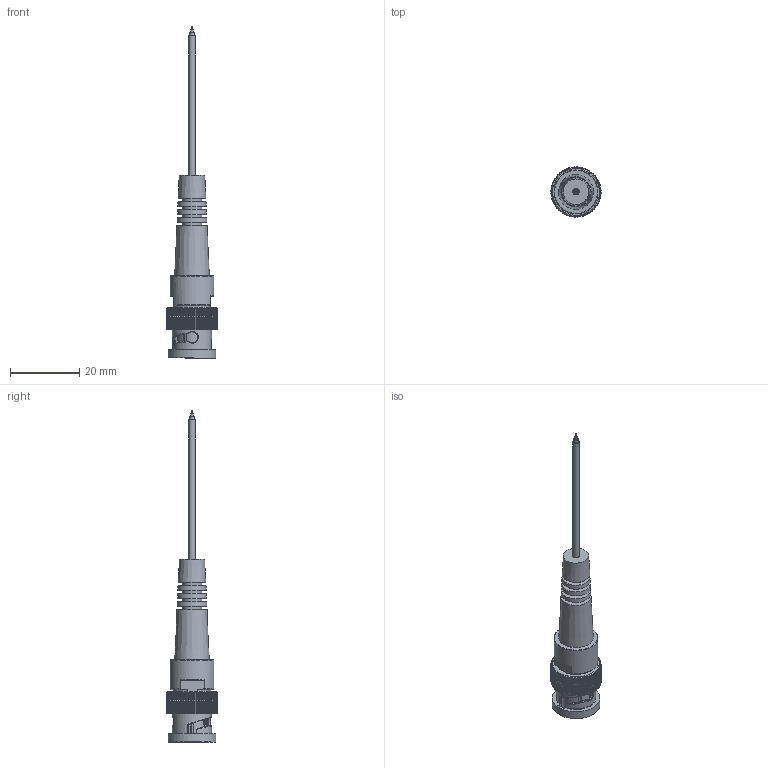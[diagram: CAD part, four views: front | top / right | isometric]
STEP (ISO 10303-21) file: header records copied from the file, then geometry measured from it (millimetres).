
FILE_DESCRIPTION(/* description */ (''),/* implementation_level */ '2;1');
FILE_NAME(/* name */ 'FC.stp',/* time_stamp */ '2019-10-07T11:17:12-04:00',/* author */ ('lcup'),/* organization */ (''),/* preprocessor_version */ 'ST-DEVELOPER v18',/* originating_system */ 'Autodesk Inventor 2020',/* authorisation */ '');
FILE_SCHEMA (('AUTOMOTIVE_DESIGN { 1 0 10303 214 3 1 1 }'));
Length unit declared in the file: inch
Products named in the file (5): FC; CBP11058; CP59-01_ boot for BNC RG178; CBP10542; CBP10542, PIN
Assembly tree (4 placements, depth 2):
  FC
    CBP11058
    CP59-01_ boot for BNC RG178
    CBP10542
    CBP10542, PIN
Bounding box: 14.49 x 14.49 x 95.93 mm (x, y, z)
Volume: 3408.5 mm3; surface area: 4117.4 mm2
Topology: 4 solids, 4 shells, 491 faces, 1345 edges, 867 vertices
Faces by surface type: cylinder 228, plane 191, bspline 36, torus 25, cone 11
Full cylindrical faces by diameter (mm): 0.864 x1, 1.295 x1, 1.7 x1, 1.803 x1, 1.981 x1, 2.032 x1, 2.795 x1, 3.175 x1, 3.81 x1, 4.953 x1, 5.6 x4, 6.195 x1, 7.62 x1, 9.906 x1, 9.944 x1, 11.303 x1, 12.7 x1, 13.843 x1
Entity records: 19392 total; most frequent: CARTESIAN_POINT 6997, ORIENTED_EDGE 2690, DIRECTION 2375, EDGE_CURVE 1345, AXIS2_PLACEMENT_3D 909, VERTEX_POINT 867, LINE 557, VECTOR 557
